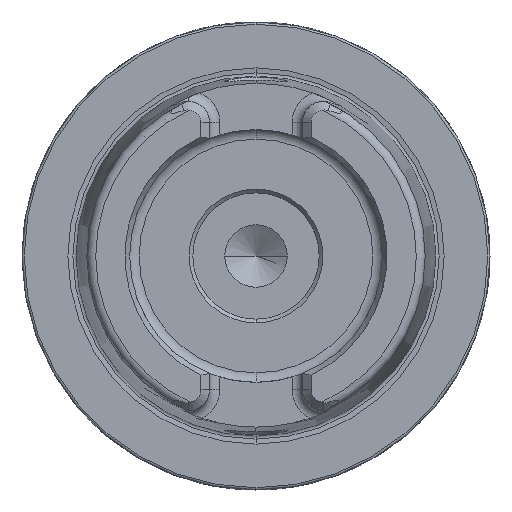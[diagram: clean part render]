
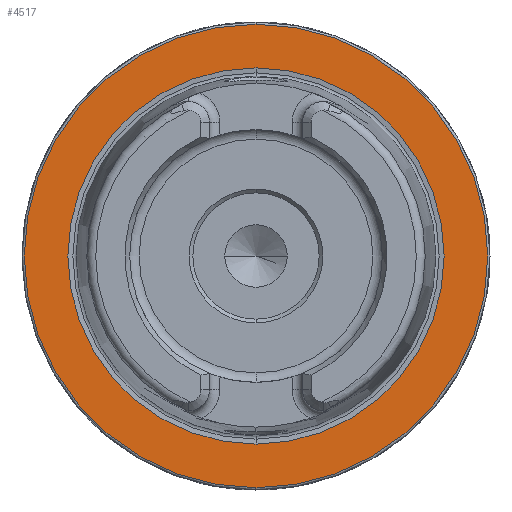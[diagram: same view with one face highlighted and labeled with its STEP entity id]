
A CAD part, left-side view. The second image highlights one B-rep face of the part: STEP entity #4517.
In plain terms, the highlighted planar face has unit normal (-1, 0, 0).
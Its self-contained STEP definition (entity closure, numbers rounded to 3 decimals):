
#1165 = CARTESIAN_POINT ( 'NONE',  ( 0., 0., -25.324 ) ) ;
#1170 = CARTESIAN_POINT ( 'NONE',  ( 0., 0., 25.324 ) ) ;
#1172 = CARTESIAN_POINT ( 'NONE',  ( 0., 0., 31.2 ) ) ;
#1173 = CARTESIAN_POINT ( 'NONE',  ( 0., 0., -31.2 ) ) ;
#2219 = CARTESIAN_POINT ( 'NONE',  ( 0., 0., 0. ) ) ;
#2220 = DIRECTION ( 'NONE',  ( -1., 0., 0. ) ) ;
#2221 = DIRECTION ( 'NONE',  ( 0., 0., 1. ) ) ;
#2229 = CARTESIAN_POINT ( 'NONE',  ( 0., 0., 0. ) ) ;
#2230 = DIRECTION ( 'NONE',  ( -1., 0., 0. ) ) ;
#2231 = DIRECTION ( 'NONE',  ( 0., 0., 1. ) ) ;
#2618 = EDGE_CURVE ( 'NONE', #9355, #9360, #8424, .T. ) ;
#2622 = EDGE_CURVE ( 'NONE', #9362, #9363, #8429, .T. ) ;
#2997 = AXIS2_PLACEMENT_3D ( 'NONE', #2219, #2220, #2221 ) ;
#3000 = AXIS2_PLACEMENT_3D ( 'NONE', #2229, #2230, #2231 ) ;
#3571 = ORIENTED_EDGE ( 'NONE', *, *, #7677, .F. ) ;
#3572 = ORIENTED_EDGE ( 'NONE', *, *, #2618, .F. ) ;
#3573 = ORIENTED_EDGE ( 'NONE', *, *, #2622, .T. ) ;
#3574 = ORIENTED_EDGE ( 'NONE', *, *, #7676, .T. ) ;
#3650 = EDGE_LOOP ( 'NONE', ( #3573, #3574 ) ) ;
#3651 = EDGE_LOOP ( 'NONE', ( #3571, #3572 ) ) ;
#4517 = ADVANCED_FACE ( 'NONE', ( #8703, #8696 ), #9485, .F. ) ;
#6929 = AXIS2_PLACEMENT_3D ( 'NONE', #9479, #9487, #9488 ) ;
#7676 = EDGE_CURVE ( 'NONE', #9363, #9362, #9775, .T. ) ;
#7677 = EDGE_CURVE ( 'NONE', #9360, #9355, #9781, .T. ) ;
#8424 = CIRCLE ( 'NONE', #2997, 25.324 ) ;
#8429 = CIRCLE ( 'NONE', #3000, 31.2 ) ;
#8696 = FACE_OUTER_BOUND ( 'NONE', #3650, .T. ) ;
#8703 = FACE_BOUND ( 'NONE', #3651, .T. ) ;
#8966 = CARTESIAN_POINT ( 'NONE',  ( 0., 0., 0. ) ) ;
#8967 = DIRECTION ( 'NONE',  ( -1., 0., 0. ) ) ;
#8968 = DIRECTION ( 'NONE',  ( 0., 0., 1. ) ) ;
#8969 = CARTESIAN_POINT ( 'NONE',  ( 0., 0., 0. ) ) ;
#8970 = DIRECTION ( 'NONE',  ( -1., 0., 0. ) ) ;
#8971 = DIRECTION ( 'NONE',  ( 0., 0., 1. ) ) ;
#9355 = VERTEX_POINT ( 'NONE', #1165 ) ;
#9360 = VERTEX_POINT ( 'NONE', #1170 ) ;
#9362 = VERTEX_POINT ( 'NONE', #1172 ) ;
#9363 = VERTEX_POINT ( 'NONE', #1173 ) ;
#9479 = CARTESIAN_POINT ( 'NONE',  ( 0., 31.2, 0. ) ) ;
#9485 = PLANE ( 'NONE',  #6929 ) ;
#9487 = DIRECTION ( 'NONE',  ( 1., 0., 0. ) ) ;
#9488 = DIRECTION ( 'NONE',  ( 0., 0., -1. ) ) ;
#9775 = CIRCLE ( 'NONE', #11172, 31.2 ) ;
#9781 = CIRCLE ( 'NONE', #11173, 25.324 ) ;
#11172 = AXIS2_PLACEMENT_3D ( 'NONE', #8966, #8967, #8968 ) ;
#11173 = AXIS2_PLACEMENT_3D ( 'NONE', #8969, #8970, #8971 ) ;
